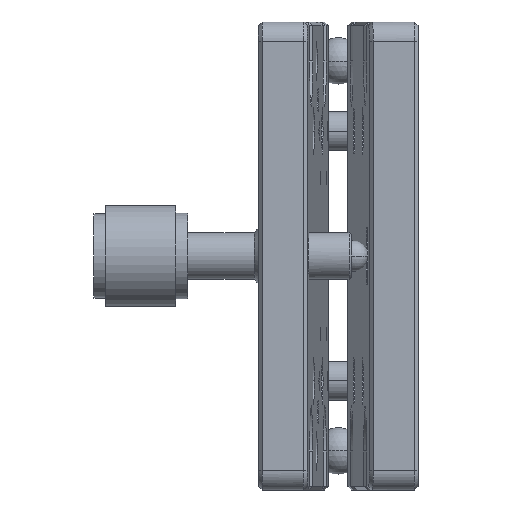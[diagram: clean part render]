
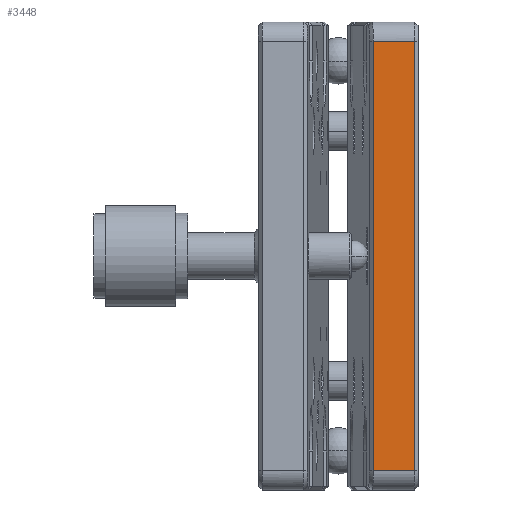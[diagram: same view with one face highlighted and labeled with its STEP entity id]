
A CAD part, left-side view. The second image highlights one B-rep face of the part: STEP entity #3448.
In plain terms, the highlighted planar face has unit normal (-1, 0, 0).
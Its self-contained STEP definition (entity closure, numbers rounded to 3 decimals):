
#602 = FACE_OUTER_BOUND ( 'NONE', #9021, .T. ) ;
#1020 = CARTESIAN_POINT ( 'NONE',  ( -100., 0., -27.5 ) ) ;
#1639 = DIRECTION ( 'NONE',  ( 0., 1., 0. ) ) ;
#1688 = VECTOR ( 'NONE', #3330, 1000. ) ;
#1790 = CARTESIAN_POINT ( 'NONE',  ( -100., 0.5, -30. ) ) ;
#1893 = VERTEX_POINT ( 'NONE', #2058 ) ;
#2058 = CARTESIAN_POINT ( 'NONE',  ( -100., 5.758, -27.5 ) ) ;
#2472 = VECTOR ( 'NONE', #6365, 1000. ) ;
#3007 = VERTEX_POINT ( 'NONE', #13757 ) ;
#3237 = DIRECTION ( 'NONE',  ( 0., 0., 1. ) ) ;
#3330 = DIRECTION ( 'NONE',  ( 0., -1., 0. ) ) ;
#3448 = ADVANCED_FACE ( 'NONE', ( #602 ), #9073, .T. ) ;
#4138 = DIRECTION ( 'NONE',  ( 0., 0., 1. ) ) ;
#4185 = LINE ( 'NONE', #1790, #10005 ) ;
#4613 = ORIENTED_EDGE ( 'NONE', *, *, #5007, .T. ) ;
#5007 = EDGE_CURVE ( 'NONE', #6404, #1893, #14865, .T. ) ;
#6365 = DIRECTION ( 'NONE',  ( 0., 0., -1. ) ) ;
#6404 = VERTEX_POINT ( 'NONE', #9776 ) ;
#6669 = EDGE_CURVE ( 'NONE', #1893, #3007, #7892, .T. ) ;
#7157 = ORIENTED_EDGE ( 'NONE', *, *, #10363, .T. ) ;
#7351 = ORIENTED_EDGE ( 'NONE', *, *, #10461, .T. ) ;
#7443 = CARTESIAN_POINT ( 'NONE',  ( -100., 6.241, 27.5 ) ) ;
#7892 = LINE ( 'NONE', #1020, #1688 ) ;
#9021 = EDGE_LOOP ( 'NONE', ( #10794, #7351, #7157, #4613 ) ) ;
#9073 = PLANE ( 'NONE',  #13996 ) ;
#9104 = VECTOR ( 'NONE', #1639, 1000. ) ;
#9776 = CARTESIAN_POINT ( 'NONE',  ( -100., 5.758, 27.5 ) ) ;
#10005 = VECTOR ( 'NONE', #4138, 1000. ) ;
#10226 = DIRECTION ( 'NONE',  ( -1., 0., 0. ) ) ;
#10363 = EDGE_CURVE ( 'NONE', #10771, #6404, #11433, .T. ) ;
#10461 = EDGE_CURVE ( 'NONE', #3007, #10771, #4185, .T. ) ;
#10771 = VERTEX_POINT ( 'NONE', #12766 ) ;
#10794 = ORIENTED_EDGE ( 'NONE', *, *, #6669, .T. ) ;
#11327 = CARTESIAN_POINT ( 'NONE',  ( -100., 6.241, -30. ) ) ;
#11433 = LINE ( 'NONE', #7443, #9104 ) ;
#12766 = CARTESIAN_POINT ( 'NONE',  ( -100., 0.5, 27.5 ) ) ;
#13757 = CARTESIAN_POINT ( 'NONE',  ( -100., 0.5, -27.5 ) ) ;
#13996 = AXIS2_PLACEMENT_3D ( 'NONE', #11327, #10226, #3237 ) ;
#14498 = CARTESIAN_POINT ( 'NONE',  ( -100., 5.758, -30. ) ) ;
#14865 = LINE ( 'NONE', #14498, #2472 ) ;
